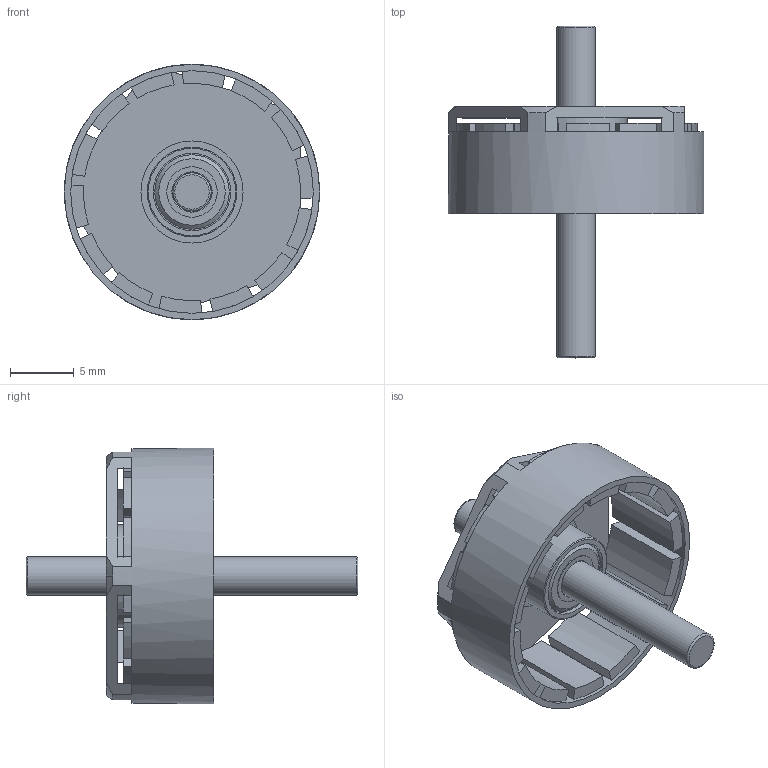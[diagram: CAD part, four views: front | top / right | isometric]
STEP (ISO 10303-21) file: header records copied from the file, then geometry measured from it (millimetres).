
FILE_DESCRIPTION(('HOOPS Exchange Step'),'2;1');
FILE_NAME('temp_export','2022-12-07T16:21:15-06:00',('jonat'),('Shapr3D Limited'),'HOOPS Exchange 2022.0','Shapr3D','Authorized');
FILE_SCHEMA( ('AUTOMOTIVE_DESIGN { 1 0 10303 214 1 1 1 1 }') );
Length unit declared in the file: millimetre
Products named in the file (3): boca_SMR73C_ZZ_7_LD.stp (2); Magnets; Armatue
Assembly tree (2 placements, depth 2):
  Armatue
    boca_SMR73C_ZZ_7_LD.stp (2)
    Magnets
Bounding box: 20 x 26 x 20 mm (x, y, z)
Volume: 1041.3 mm3; surface area: 2971.8 mm2
Topology: 24 solids, 25 shells, 151 faces, 371 edges, 255 vertices
Faces by surface type: plane 83, cylinder 44, torus 9, cone 8, sphere 7
Full cylindrical faces by diameter (mm): 3 x3, 3.95 x4, 5.5 x1, 6.05 x4, 7 x1, 8 x1, 19 x1, 20 x1
Entity records: 4920 total; most frequent: CARTESIAN_POINT 1132, DIRECTION 817, ORIENTED_EDGE 714, EDGE_CURVE 357, AXIS2_PLACEMENT_3D 323, VERTEX_POINT 255, VECTOR 171, LINE 171
